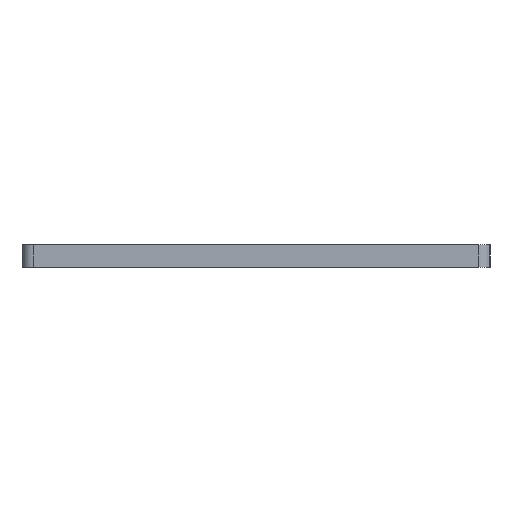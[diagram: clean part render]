
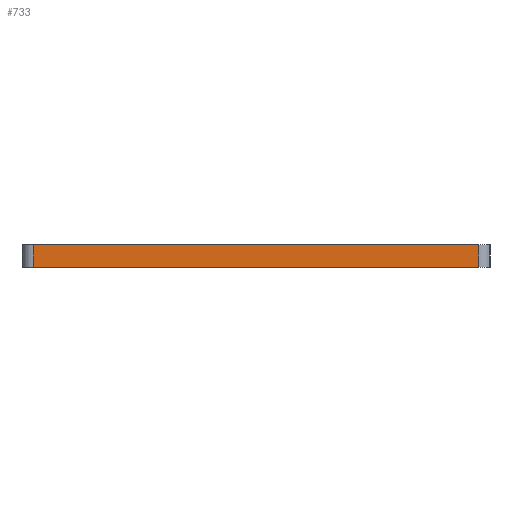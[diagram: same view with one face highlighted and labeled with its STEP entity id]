
A CAD part, left-side view. The second image highlights one B-rep face of the part: STEP entity #733.
In plain terms, the highlighted planar face has unit normal (-1, 0, 0).
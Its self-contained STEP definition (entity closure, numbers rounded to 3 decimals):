
#226 = VERTEX_POINT('',#227);
#227 = CARTESIAN_POINT('',(-200.,76.449,0.));
#234 = EDGE_CURVE('',#235,#226,#237,.T.);
#235 = VERTEX_POINT('',#236);
#236 = CARTESIAN_POINT('',(-200.,-123.551,0.));
#237 = LINE('',#238,#239);
#238 = CARTESIAN_POINT('',(-200.,-123.551,0.));
#239 = VECTOR('',#240,1.);
#240 = DIRECTION('',(0.,1.,0.));
#687 = EDGE_CURVE('',#235,#688,#690,.T.);
#688 = VERTEX_POINT('',#689);
#689 = CARTESIAN_POINT('',(-200.,-123.551,-10.));
#690 = LINE('',#691,#692);
#691 = CARTESIAN_POINT('',(-200.,-123.551,0.));
#692 = VECTOR('',#693,1.);
#693 = DIRECTION('',(-0.,-0.,-1.));
#733 = ADVANCED_FACE('',(#734),#752,.F.);
#734 = FACE_BOUND('',#735,.F.);
#735 = EDGE_LOOP('',(#736,#737,#745,#751));
#736 = ORIENTED_EDGE('',*,*,#687,.T.);
#737 = ORIENTED_EDGE('',*,*,#738,.T.);
#738 = EDGE_CURVE('',#688,#739,#741,.T.);
#739 = VERTEX_POINT('',#740);
#740 = CARTESIAN_POINT('',(-200.,76.449,-10.));
#741 = LINE('',#742,#743);
#742 = CARTESIAN_POINT('',(-200.,-123.551,-10.));
#743 = VECTOR('',#744,1.);
#744 = DIRECTION('',(0.,1.,0.));
#745 = ORIENTED_EDGE('',*,*,#746,.F.);
#746 = EDGE_CURVE('',#226,#739,#747,.T.);
#747 = LINE('',#748,#749);
#748 = CARTESIAN_POINT('',(-200.,76.449,0.));
#749 = VECTOR('',#750,1.);
#750 = DIRECTION('',(-0.,-0.,-1.));
#751 = ORIENTED_EDGE('',*,*,#234,.F.);
#752 = PLANE('',#753);
#753 = AXIS2_PLACEMENT_3D('',#754,#755,#756);
#754 = CARTESIAN_POINT('',(-200.,-123.551,0.));
#755 = DIRECTION('',(1.,0.,0.));
#756 = DIRECTION('',(0.,1.,0.));
